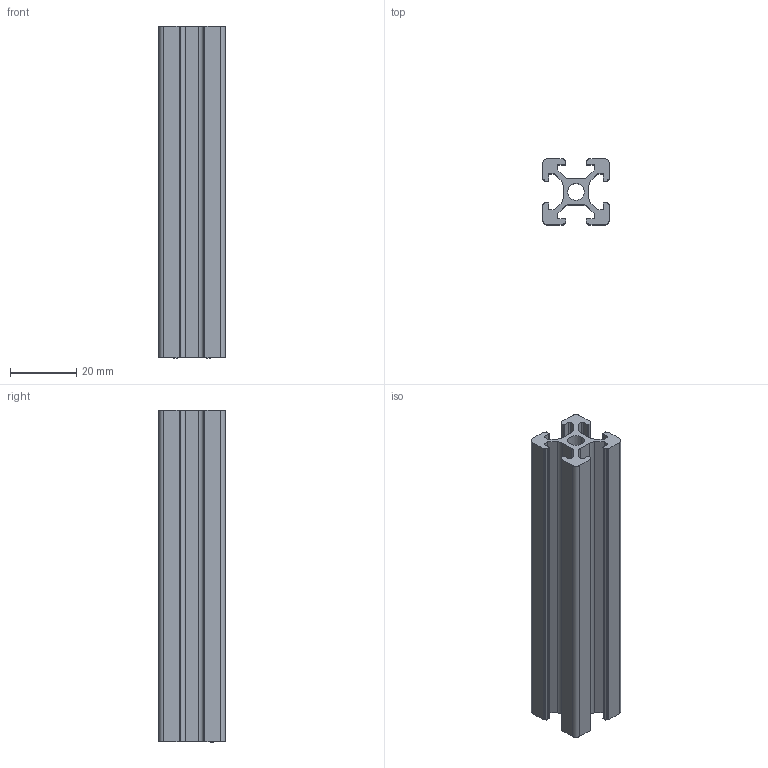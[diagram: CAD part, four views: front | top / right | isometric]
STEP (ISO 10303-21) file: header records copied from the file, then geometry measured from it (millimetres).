
FILE_DESCRIPTION (( 'STEP AP203' ), '1' );
FILE_NAME ('JL-6-2020E.STEP', '2019-07-23T08:30:50', ( 'User' ), ( 'China' ), 'SwSTEP 2.0', 'SolidWorks 2015', '' );
FILE_SCHEMA (( 'CONFIG_CONTROL_DESIGN' ));
Length unit declared in the file: millimetre
Products named in the file (1): JL-6-2020E
Bounding box: 20 x 20 x 100 mm (x, y, z)
Volume: 17045.7 mm3; surface area: 16673.3 mm2
Topology: 1 solids, 1 shells, 262 faces, 753 edges, 502 vertices
Faces by surface type: plane 180, cylinder 54, bspline 28
Entity records: 9498 total; most frequent: CARTESIAN_POINT 2626, ORIENTED_EDGE 1506, DIRECTION 1275, EDGE_CURVE 753, LINE 589, VECTOR 589, VERTEX_POINT 502, AXIS2_PLACEMENT_3D 343
